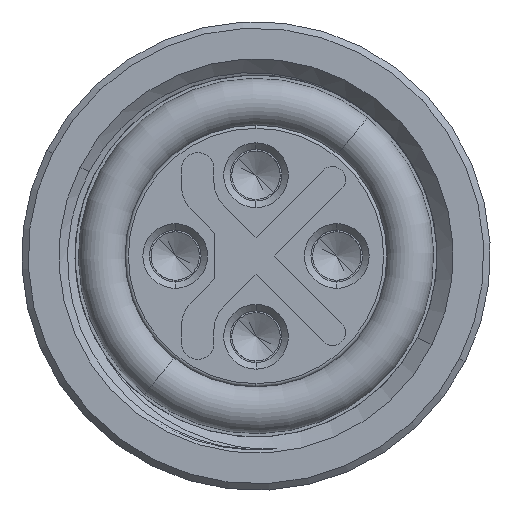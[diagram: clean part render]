
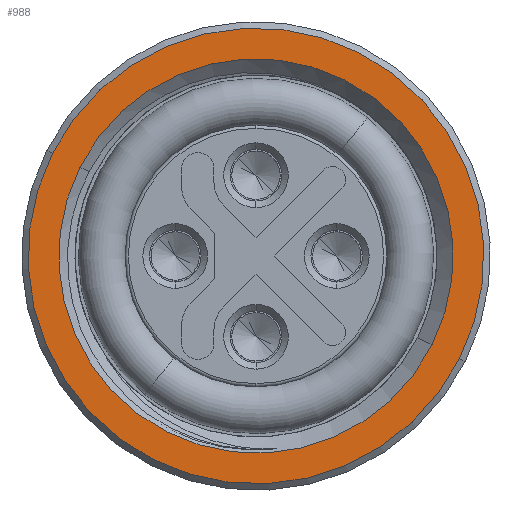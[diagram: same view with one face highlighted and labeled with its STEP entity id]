
A CAD part, left-side view. The second image highlights one B-rep face of the part: STEP entity #988.
In plain terms, the highlighted face is planar.
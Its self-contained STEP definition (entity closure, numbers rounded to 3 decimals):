
#21 = PLANE ( 'NONE',  #2353 ) ;
#38 = DIRECTION ( 'NONE',  ( 1., 0., 0. ) ) ;
#113 = CIRCLE ( 'NONE', #6203, 7.05 ) ;
#135 = DIRECTION ( 'NONE',  ( 0., 0., 1. ) ) ;
#311 = EDGE_LOOP ( 'NONE', ( #2926, #1216 ) ) ;
#564 = EDGE_CURVE ( 'NONE', #4843, #1697, #113, .T. ) ;
#579 = DIRECTION ( 'NONE',  ( 0., 0., 1. ) ) ;
#988 = ADVANCED_FACE ( 'NONE', ( #4857, #2009 ), #21, .F. ) ;
#1098 = DIRECTION ( 'NONE',  ( 0., 0., 1. ) ) ;
#1216 = ORIENTED_EDGE ( 'NONE', *, *, #1857, .T. ) ;
#1339 = CARTESIAN_POINT ( 'NONE',  ( 11., 0., -7.05 ) ) ;
#1557 = DIRECTION ( 'NONE',  ( 1., 0., 0. ) ) ;
#1559 = CARTESIAN_POINT ( 'NONE',  ( 11., 0., 0. ) ) ;
#1697 = VERTEX_POINT ( 'NONE', #1339 ) ;
#1857 = EDGE_CURVE ( 'NONE', #1697, #4843, #4695, .T. ) ;
#1948 = CARTESIAN_POINT ( 'NONE',  ( 11., 7.25, 0. ) ) ;
#1994 = DIRECTION ( 'NONE',  ( 0., 0., 1. ) ) ;
#2009 = FACE_BOUND ( 'NONE', #3288, .T. ) ;
#2064 = CARTESIAN_POINT ( 'NONE',  ( 11., 0., 7.05 ) ) ;
#2092 = VERTEX_POINT ( 'NONE', #3194 ) ;
#2175 = CARTESIAN_POINT ( 'NONE',  ( 11., 0., 0. ) ) ;
#2313 = ORIENTED_EDGE ( 'NONE', *, *, #4654, .T. ) ;
#2353 = AXIS2_PLACEMENT_3D ( 'NONE', #1948, #3432, #579 ) ;
#2598 = DIRECTION ( 'NONE',  ( -1., 0., 0. ) ) ;
#2855 = AXIS2_PLACEMENT_3D ( 'NONE', #2903, #38, #1994 ) ;
#2876 = CIRCLE ( 'NONE', #3588, 6.1 ) ;
#2903 = CARTESIAN_POINT ( 'NONE',  ( 11., 0., 0. ) ) ;
#2926 = ORIENTED_EDGE ( 'NONE', *, *, #564, .T. ) ;
#3194 = CARTESIAN_POINT ( 'NONE',  ( 11., 0., -6.1 ) ) ;
#3288 = EDGE_LOOP ( 'NONE', ( #5345, #2313 ) ) ;
#3432 = DIRECTION ( 'NONE',  ( -1., 0., 0. ) ) ;
#3588 = AXIS2_PLACEMENT_3D ( 'NONE', #2175, #2598, #1098 ) ;
#3608 = EDGE_CURVE ( 'NONE', #2092, #4035, #2876, .T. ) ;
#3981 = CARTESIAN_POINT ( 'NONE',  ( 11., 0., 0. ) ) ;
#4035 = VERTEX_POINT ( 'NONE', #5570 ) ;
#4365 = DIRECTION ( 'NONE',  ( -1., 0., 0. ) ) ;
#4615 = AXIS2_PLACEMENT_3D ( 'NONE', #1559, #4365, #4873 ) ;
#4654 = EDGE_CURVE ( 'NONE', #4035, #2092, #5408, .T. ) ;
#4695 = CIRCLE ( 'NONE', #2855, 7.05 ) ;
#4843 = VERTEX_POINT ( 'NONE', #2064 ) ;
#4857 = FACE_OUTER_BOUND ( 'NONE', #311, .T. ) ;
#4873 = DIRECTION ( 'NONE',  ( 0., 0., 1. ) ) ;
#5345 = ORIENTED_EDGE ( 'NONE', *, *, #3608, .T. ) ;
#5408 = CIRCLE ( 'NONE', #4615, 6.1 ) ;
#5570 = CARTESIAN_POINT ( 'NONE',  ( 11., 0., 6.1 ) ) ;
#6203 = AXIS2_PLACEMENT_3D ( 'NONE', #3981, #1557, #135 ) ;
